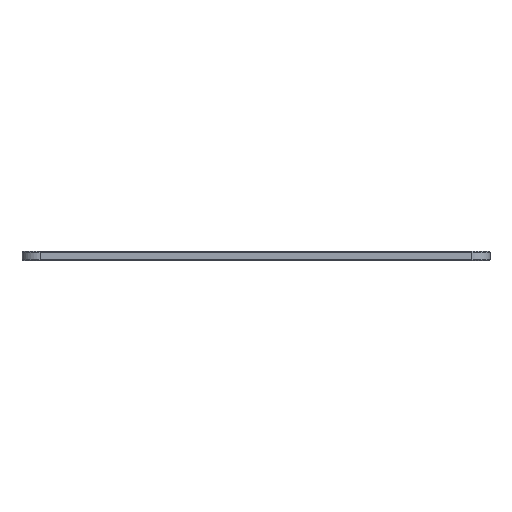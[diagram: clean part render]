
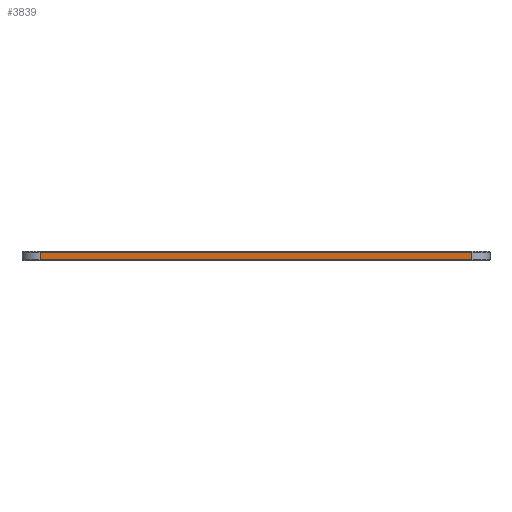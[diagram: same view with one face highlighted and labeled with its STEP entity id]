
A CAD part, front view. The second image highlights one B-rep face of the part: STEP entity #3839.
In plain terms, the highlighted planar face has unit normal (0, -1, 0).
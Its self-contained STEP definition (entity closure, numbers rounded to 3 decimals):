
#126 = CYLINDRICAL_SURFACE('',#127,6.25);
#127 = AXIS2_PLACEMENT_3D('',#128,#129,#130);
#128 = CARTESIAN_POINT('',(-75.,50.518,0.));
#129 = DIRECTION('',(-0.,-0.,-1.));
#130 = DIRECTION('',(1.,0.,0.));
#227 = EDGE_CURVE('',#228,#230,#232,.T.);
#228 = VERTEX_POINT('',#229);
#229 = CARTESIAN_POINT('',(-75.,44.268,0.3));
#230 = VERTEX_POINT('',#231);
#231 = CARTESIAN_POINT('',(-75.,44.268,2.825));
#232 = SURFACE_CURVE('',#233,(#237,#244),.PCURVE_S1.);
#233 = LINE('',#234,#235);
#234 = CARTESIAN_POINT('',(-75.,44.268,0.));
#235 = VECTOR('',#236,1.);
#236 = DIRECTION('',(0.,0.,1.));
#237 = PCURVE('',#126,#238);
#238 = DEFINITIONAL_REPRESENTATION('',(#239),#243);
#239 = LINE('',#240,#241);
#240 = CARTESIAN_POINT('',(1.571,0.));
#241 = VECTOR('',#242,1.);
#242 = DIRECTION('',(-0.,-1.));
#243 = ( GEOMETRIC_REPRESENTATION_CONTEXT(2) 
PARAMETRIC_REPRESENTATION_CONTEXT() REPRESENTATION_CONTEXT('2D SPACE',''
  ) );
#244 = PCURVE('',#245,#250);
#245 = PLANE('',#246);
#246 = AXIS2_PLACEMENT_3D('',#247,#248,#249);
#247 = CARTESIAN_POINT('',(-75.,44.268,0.));
#248 = DIRECTION('',(0.,1.,0.));
#249 = DIRECTION('',(1.,0.,0.));
#250 = DEFINITIONAL_REPRESENTATION('',(#251),#255);
#251 = LINE('',#252,#253);
#252 = CARTESIAN_POINT('',(0.,0.));
#253 = VECTOR('',#254,1.);
#254 = DIRECTION('',(0.,-1.));
#255 = ( GEOMETRIC_REPRESENTATION_CONTEXT(2) 
PARAMETRIC_REPRESENTATION_CONTEXT() REPRESENTATION_CONTEXT('2D SPACE',''
  ) );
#509 = PLANE('',#510);
#510 = AXIS2_PLACEMENT_3D('',#511,#512,#513);
#511 = CARTESIAN_POINT('',(-75.,44.268,0.3));
#512 = DIRECTION('',(0.,-0.707,-0.707));
#513 = DIRECTION('',(0.,0.707,-0.707)
  );
#3839 = ADVANCED_FACE('',(#3840),#245,.F.);
#3840 = FACE_BOUND('',#3841,.F.);
#3841 = EDGE_LOOP('',(#3842,#3865,#3866,#3894));
#3842 = ORIENTED_EDGE('',*,*,#3843,.T.);
#3843 = EDGE_CURVE('',#3844,#228,#3846,.T.);
#3844 = VERTEX_POINT('',#3845);
#3845 = CARTESIAN_POINT('',(75.,44.268,0.3));
#3846 = SURFACE_CURVE('',#3847,(#3851,#3858),.PCURVE_S1.);
#3847 = LINE('',#3848,#3849);
#3848 = CARTESIAN_POINT('',(-75.,44.268,0.3));
#3849 = VECTOR('',#3850,1.);
#3850 = DIRECTION('',(-1.,0.,0.));
#3851 = PCURVE('',#245,#3852);
#3852 = DEFINITIONAL_REPRESENTATION('',(#3853),#3857);
#3853 = LINE('',#3854,#3855);
#3854 = CARTESIAN_POINT('',(0.,-0.3));
#3855 = VECTOR('',#3856,1.);
#3856 = DIRECTION('',(-1.,0.));
#3857 = ( GEOMETRIC_REPRESENTATION_CONTEXT(2) 
PARAMETRIC_REPRESENTATION_CONTEXT() REPRESENTATION_CONTEXT('2D SPACE',''
  ) );
#3858 = PCURVE('',#509,#3859);
#3859 = DEFINITIONAL_REPRESENTATION('',(#3860),#3864);
#3860 = LINE('',#3861,#3862);
#3861 = CARTESIAN_POINT('',(0.,0.));
#3862 = VECTOR('',#3863,1.);
#3863 = DIRECTION('',(0.,-1.));
#3864 = ( GEOMETRIC_REPRESENTATION_CONTEXT(2) 
PARAMETRIC_REPRESENTATION_CONTEXT() REPRESENTATION_CONTEXT('2D SPACE',''
  ) );
#3865 = ORIENTED_EDGE('',*,*,#227,.T.);
#3866 = ORIENTED_EDGE('',*,*,#3867,.T.);
#3867 = EDGE_CURVE('',#230,#3868,#3870,.T.);
#3868 = VERTEX_POINT('',#3869);
#3869 = CARTESIAN_POINT('',(75.,44.268,2.825));
#3870 = SURFACE_CURVE('',#3871,(#3875,#3882),.PCURVE_S1.);
#3871 = LINE('',#3872,#3873);
#3872 = CARTESIAN_POINT('',(-75.,44.268,2.825));
#3873 = VECTOR('',#3874,1.);
#3874 = DIRECTION('',(1.,0.,0.));
#3875 = PCURVE('',#245,#3876);
#3876 = DEFINITIONAL_REPRESENTATION('',(#3877),#3881);
#3877 = LINE('',#3878,#3879);
#3878 = CARTESIAN_POINT('',(0.,-2.825));
#3879 = VECTOR('',#3880,1.);
#3880 = DIRECTION('',(1.,0.));
#3881 = ( GEOMETRIC_REPRESENTATION_CONTEXT(2) 
PARAMETRIC_REPRESENTATION_CONTEXT() REPRESENTATION_CONTEXT('2D SPACE',''
  ) );
#3882 = PCURVE('',#3883,#3888);
#3883 = PLANE('',#3884);
#3884 = AXIS2_PLACEMENT_3D('',#3885,#3886,#3887);
#3885 = CARTESIAN_POINT('',(-75.,44.568,3.125));
#3886 = DIRECTION('',(0.,-0.707,0.707));
#3887 = DIRECTION('',(0.,-0.707,-0.707
    ));
#3888 = DEFINITIONAL_REPRESENTATION('',(#3889),#3893);
#3889 = LINE('',#3890,#3891);
#3890 = CARTESIAN_POINT('',(0.424,0.));
#3891 = VECTOR('',#3892,1.);
#3892 = DIRECTION('',(0.,1.));
#3893 = ( GEOMETRIC_REPRESENTATION_CONTEXT(2) 
PARAMETRIC_REPRESENTATION_CONTEXT() REPRESENTATION_CONTEXT('2D SPACE',''
  ) );
#3894 = ORIENTED_EDGE('',*,*,#3895,.F.);
#3895 = EDGE_CURVE('',#3844,#3868,#3896,.T.);
#3896 = SURFACE_CURVE('',#3897,(#3901,#3908),.PCURVE_S1.);
#3897 = LINE('',#3898,#3899);
#3898 = CARTESIAN_POINT('',(75.,44.268,0.));
#3899 = VECTOR('',#3900,1.);
#3900 = DIRECTION('',(0.,0.,1.));
#3901 = PCURVE('',#245,#3902);
#3902 = DEFINITIONAL_REPRESENTATION('',(#3903),#3907);
#3903 = LINE('',#3904,#3905);
#3904 = CARTESIAN_POINT('',(150.,0.));
#3905 = VECTOR('',#3906,1.);
#3906 = DIRECTION('',(0.,-1.));
#3907 = ( GEOMETRIC_REPRESENTATION_CONTEXT(2) 
PARAMETRIC_REPRESENTATION_CONTEXT() REPRESENTATION_CONTEXT('2D SPACE',''
  ) );
#3908 = PCURVE('',#3909,#3914);
#3909 = CYLINDRICAL_SURFACE('',#3910,6.25);
#3910 = AXIS2_PLACEMENT_3D('',#3911,#3912,#3913);
#3911 = CARTESIAN_POINT('',(75.,50.518,0.));
#3912 = DIRECTION('',(-0.,-0.,-1.));
#3913 = DIRECTION('',(1.,0.,0.));
#3914 = DEFINITIONAL_REPRESENTATION('',(#3915),#3919);
#3915 = LINE('',#3916,#3917);
#3916 = CARTESIAN_POINT('',(1.571,0.));
#3917 = VECTOR('',#3918,1.);
#3918 = DIRECTION('',(-0.,-1.));
#3919 = ( GEOMETRIC_REPRESENTATION_CONTEXT(2) 
PARAMETRIC_REPRESENTATION_CONTEXT() REPRESENTATION_CONTEXT('2D SPACE',''
  ) );
